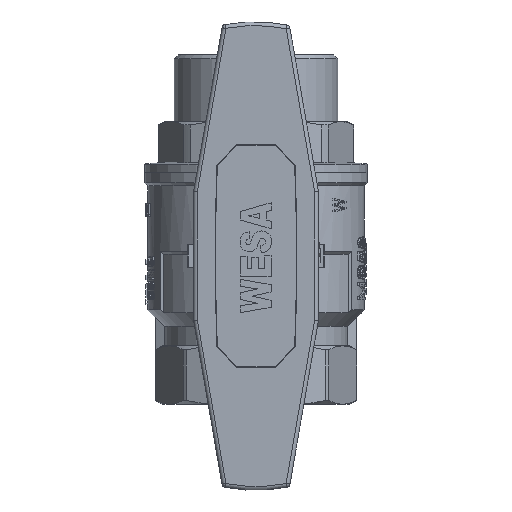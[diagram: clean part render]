
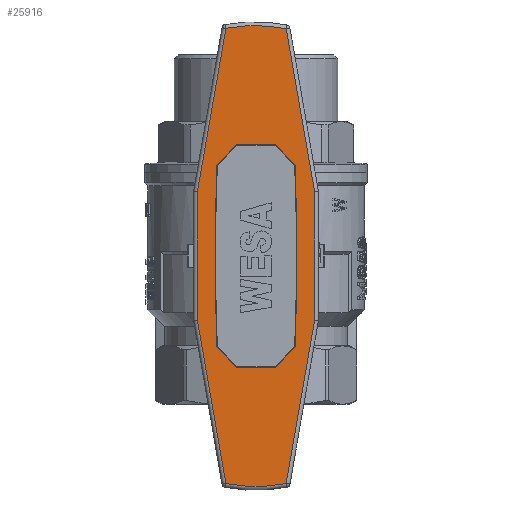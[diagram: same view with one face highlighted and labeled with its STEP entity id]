
A CAD part, front view. The second image highlights one B-rep face of the part: STEP entity #25916.
In plain terms, the highlighted face is planar.
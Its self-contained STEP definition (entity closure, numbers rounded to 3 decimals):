
#2039=LINE('',#49588,#3848);
#2042=LINE('',#49594,#3851);
#2047=LINE('',#49608,#3856);
#2049=LINE('',#49611,#3858);
#2085=LINE('',#49710,#3894);
#2086=LINE('',#49712,#3895);
#2087=LINE('',#49714,#3896);
#2088=LINE('',#49717,#3897);
#2089=LINE('',#49719,#3898);
#2090=LINE('',#49723,#3899);
#2091=LINE('',#49725,#3900);
#2092=LINE('',#49727,#3901);
#3848=VECTOR('',#40011,1000.);
#3851=VECTOR('',#40016,1000.);
#3856=VECTOR('',#40029,1000.);
#3858=VECTOR('',#40033,1000.);
#3894=VECTOR('',#40129,1000.);
#3895=VECTOR('',#40132,1000.);
#3896=VECTOR('',#40135,1000.);
#3897=VECTOR('',#40136,1000.);
#3898=VECTOR('',#40137,1000.);
#3899=VECTOR('',#40140,1000.);
#3900=VECTOR('',#40141,1000.);
#3901=VECTOR('',#40142,1000.);
#6182=ORIENTED_EDGE('',*,*,#14159,.F.);
#6183=ORIENTED_EDGE('',*,*,#14160,.T.);
#6184=ORIENTED_EDGE('',*,*,#14161,.F.);
#6185=ORIENTED_EDGE('',*,*,#14162,.T.);
#6186=ORIENTED_EDGE('',*,*,#14163,.F.);
#6187=ORIENTED_EDGE('',*,*,#14164,.F.);
#6188=ORIENTED_EDGE('',*,*,#14165,.F.);
#6189=ORIENTED_EDGE('',*,*,#14166,.T.);
#6190=ORIENTED_EDGE('',*,*,#14104,.F.);
#6191=ORIENTED_EDGE('',*,*,#14107,.F.);
#6192=ORIENTED_EDGE('',*,*,#14109,.F.);
#6193=ORIENTED_EDGE('',*,*,#14100,.F.);
#6194=ORIENTED_EDGE('',*,*,#14095,.T.);
#6195=ORIENTED_EDGE('',*,*,#14097,.F.);
#6196=ORIENTED_EDGE('',*,*,#14158,.F.);
#6197=ORIENTED_EDGE('',*,*,#14157,.F.);
#14095=EDGE_CURVE('',#18129,#18131,#20753,.T.);
#14097=EDGE_CURVE('',#18132,#18131,#2039,.T.);
#14100=EDGE_CURVE('',#18129,#18134,#2042,.T.);
#14104=EDGE_CURVE('',#18137,#18135,#20755,.T.);
#14107=EDGE_CURVE('',#18139,#18137,#2047,.T.);
#14109=EDGE_CURVE('',#18134,#18139,#2049,.T.);
#14157=EDGE_CURVE('',#18135,#18172,#2085,.T.);
#14158=EDGE_CURVE('',#18172,#18132,#2086,.T.);
#14159=EDGE_CURVE('',#18173,#18174,#2087,.T.);
#14160=EDGE_CURVE('',#18173,#18175,#2088,.T.);
#14161=EDGE_CURVE('',#18176,#18175,#2089,.T.);
#14162=EDGE_CURVE('',#18176,#18177,#20768,.T.);
#14163=EDGE_CURVE('',#18178,#18177,#2090,.T.);
#14164=EDGE_CURVE('',#18179,#18178,#2091,.T.);
#14165=EDGE_CURVE('',#18180,#18179,#2092,.T.);
#14166=EDGE_CURVE('',#18180,#18174,#20769,.T.);
#18129=VERTEX_POINT('',#49579);
#18131=VERTEX_POINT('',#49583);
#18132=VERTEX_POINT('',#49587);
#18134=VERTEX_POINT('',#49592);
#18135=VERTEX_POINT('',#49597);
#18137=VERTEX_POINT('',#49601);
#18139=VERTEX_POINT('',#49607);
#18172=VERTEX_POINT('',#49709);
#18173=VERTEX_POINT('',#49715);
#18174=VERTEX_POINT('',#49716);
#18175=VERTEX_POINT('',#49718);
#18176=VERTEX_POINT('',#49720);
#18177=VERTEX_POINT('',#49722);
#18178=VERTEX_POINT('',#49724);
#18179=VERTEX_POINT('',#49726);
#18180=VERTEX_POINT('',#49728);
#20753=CIRCLE('',#36058,538.206);
#20755=CIRCLE('',#36063,538.206);
#20768=CIRCLE('',#36098,40.25);
#20769=CIRCLE('',#36099,40.25);
#21309=EDGE_LOOP('',(#6182,#6183,#6184,#6185,#6186,#6187,#6188,#6189));
#21310=EDGE_LOOP('',(#6190,#6191,#6192,#6193,#6194,#6195,#6196,#6197));
#22983=FACE_BOUND('',#21309,.T.);
#22984=FACE_BOUND('',#21310,.T.);
#24622=PLANE('',#36097);
#25916=ADVANCED_FACE('',(#22983,#22984),#24622,.T.);
#36058=AXIS2_PLACEMENT_3D('',#49584,#40006,#40007);
#36063=AXIS2_PLACEMENT_3D('',#49602,#40023,#40024);
#36097=AXIS2_PLACEMENT_3D('',#49713,#40133,#40134);
#36098=AXIS2_PLACEMENT_3D('',#49721,#40138,#40139);
#36099=AXIS2_PLACEMENT_3D('',#49729,#40143,#40144);
#40006=DIRECTION('',(0.,0.,-1.));
#40007=DIRECTION('',(0.,1.,0.));
#40011=DIRECTION('',(0.686,0.728,0.));
#40016=DIRECTION('',(-0.686,0.728,0.));
#40023=DIRECTION('',(0.,0.,1.));
#40024=DIRECTION('',(0.,1.,0.));
#40029=DIRECTION('',(-0.686,-0.728,0.));
#40033=DIRECTION('',(-1.,0.,0.));
#40129=DIRECTION('',(0.686,-0.728,0.));
#40132=DIRECTION('',(1.,0.,0.));
#40133=DIRECTION('',(0.,0.,1.));
#40134=DIRECTION('',(1.,0.,0.));
#40135=DIRECTION('',(-0.172,-0.985,0.));
#40136=DIRECTION('',(0.,1.,0.));
#40137=DIRECTION('',(0.172,-0.985,0.));
#40138=DIRECTION('',(0.,0.,1.));
#40139=DIRECTION('',(0.,1.,0.));
#40140=DIRECTION('',(0.172,0.985,0.));
#40141=DIRECTION('',(0.,1.,0.));
#40142=DIRECTION('',(-0.172,0.985,0.));
#40143=DIRECTION('',(0.,0.,1.));
#40144=DIRECTION('',(0.,1.,0.));
#49579=CARTESIAN_POINT('',(10.,23.194,51.5));
#49583=CARTESIAN_POINT('',(10.,-23.194,51.5));
#49584=CARTESIAN_POINT('',(-527.706,0.,51.5));
#49587=CARTESIAN_POINT('',(5.,-28.5,51.5));
#49588=CARTESIAN_POINT('',(31.856,0.,51.5));
#49592=CARTESIAN_POINT('',(5.,28.5,51.5));
#49594=CARTESIAN_POINT('',(31.856,0.,51.5));
#49597=CARTESIAN_POINT('',(-10.,-23.194,51.5));
#49601=CARTESIAN_POINT('',(-10.,23.194,51.5));
#49602=CARTESIAN_POINT('',(527.706,0.,51.5));
#49607=CARTESIAN_POINT('',(-5.,28.5,51.5));
#49608=CARTESIAN_POINT('',(-31.856,0.,51.5));
#49611=CARTESIAN_POINT('',(0.,28.5,51.5));
#49709=CARTESIAN_POINT('',(-5.,-28.5,51.5));
#49710=CARTESIAN_POINT('',(-31.856,0.,51.5));
#49712=CARTESIAN_POINT('',(0.,-28.5,51.5));
#49713=CARTESIAN_POINT('',(0.,0.,51.5));
#49714=CARTESIAN_POINT('',(17.859,0.,51.5));
#49715=CARTESIAN_POINT('',(15.,-16.414,51.5));
#49716=CARTESIAN_POINT('',(7.714,-58.248,51.5));
#49717=CARTESIAN_POINT('',(15.,0.,51.5));
#49718=CARTESIAN_POINT('',(15.,16.414,51.5));
#49719=CARTESIAN_POINT('',(17.859,0.,51.5));
#49720=CARTESIAN_POINT('',(7.722,58.203,51.5));
#49721=CARTESIAN_POINT('',(-0.243,18.748,51.5));
#49722=CARTESIAN_POINT('',(-7.704,58.301,51.5));
#49723=CARTESIAN_POINT('',(-17.859,0.,51.5));
#49724=CARTESIAN_POINT('',(-15.,16.414,51.5));
#49725=CARTESIAN_POINT('',(-15.,0.,51.5));
#49726=CARTESIAN_POINT('',(-15.,-16.414,51.5));
#49727=CARTESIAN_POINT('',(-17.859,0.,51.5));
#49728=CARTESIAN_POINT('',(-7.711,-58.261,51.5));
#49729=CARTESIAN_POINT('',(-0.033,-18.75,51.5));
